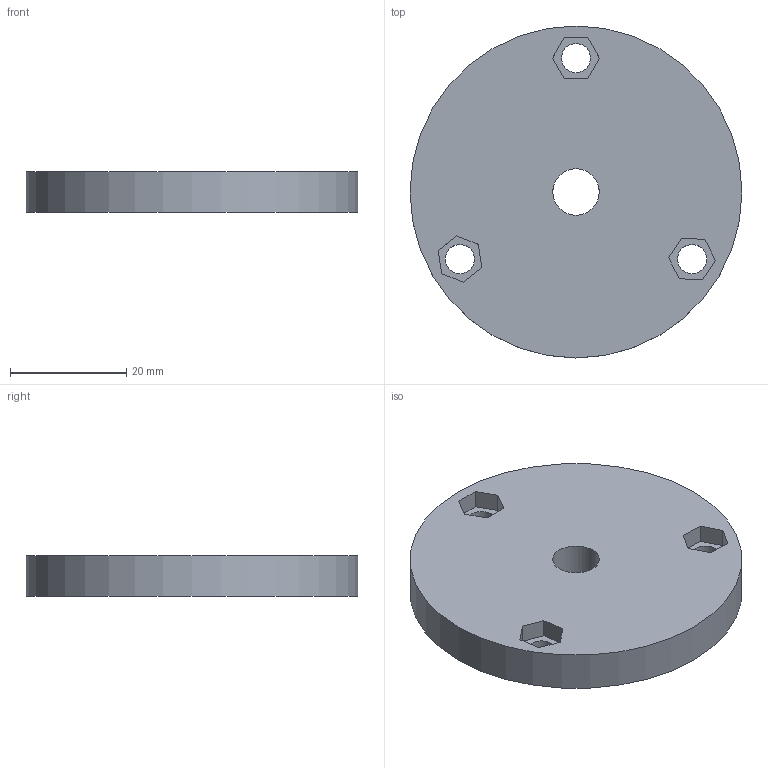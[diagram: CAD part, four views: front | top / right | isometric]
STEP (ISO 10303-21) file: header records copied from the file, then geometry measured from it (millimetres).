
FILE_DESCRIPTION(('HOOPS Exchange Step'),'2;1');
FILE_NAME('export-4E7F08CC-9443-4DF0-8F7B-B5A40639593B.stp','2022-08-17T19:18:02+10:-30',('Josh'),('Alibre'),'HOOPS Exchange 2021.0','Alibre','Unknown authorisation');
FILE_SCHEMA( ('AP242_MANAGED_MODEL_BASED_3D_ENGINEERING_MIM_LF {1 0 10303 442 1 1 4 }') );
Length unit declared in the file: centimetre
Products named in the file (1): Vive Ikea Mount
Bounding box: 57.2 x 57.2 x 7 mm (x, y, z)
Volume: 17004.8 mm3; surface area: 6766.7 mm2
Topology: 1 solids, 1 shells, 28 faces, 76 edges, 53 vertices
Faces by surface type: plane 23, cylinder 5
Full cylindrical faces by diameter (mm): 5 x3, 8 x1, 57.2 x1
Entity records: 939 total; most frequent: CARTESIAN_POINT 159, DIRECTION 153, ORIENTED_EDGE 152, EDGE_CURVE 76, VECTOR 59, LINE 59, VERTEX_POINT 53, AXIS2_PLACEMENT_3D 47
